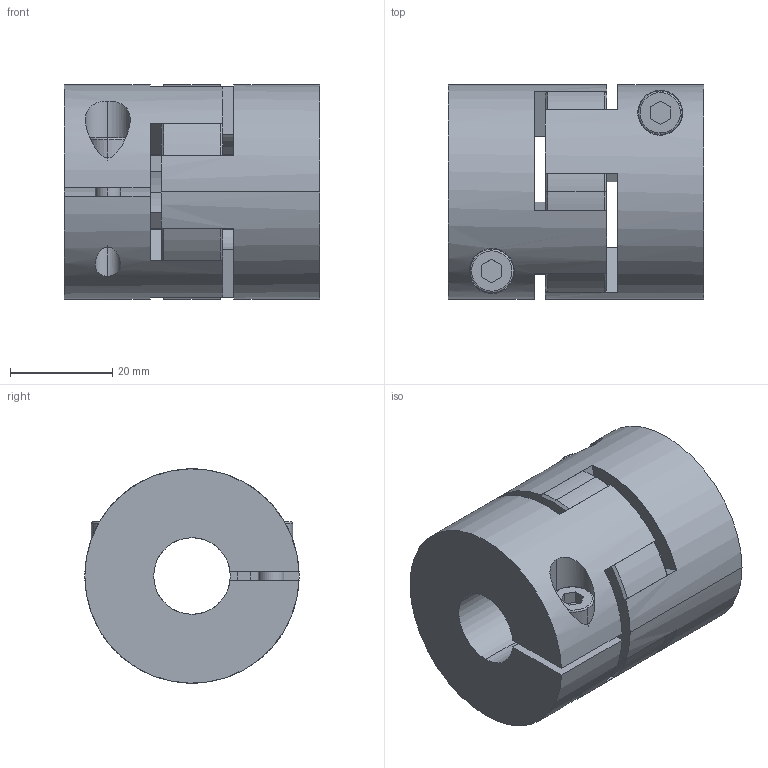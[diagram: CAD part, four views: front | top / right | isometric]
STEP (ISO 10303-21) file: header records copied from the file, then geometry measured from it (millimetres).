
FILE_DESCRIPTION(('STEP AP214'),'1');
FILE_NAME('cctmp_03A88D22-5C88-48BB-A74C-9E9E44EE411D_2023_06_14_11_37_25_0716..stp','2023-06-14T09:37:25',('R+W Antriebselemente GmbH'),('CADClick - www.CADClick.com'),'Spatial InterOp 3D',' ','unknown authorization');
FILE_SCHEMA(('AUTOMOTIVE_DESIGN'));
Length unit declared in the file: millimetre
Products named in the file (4): cc_unnamed; EKL/20/50/A/15/15_2; EKL/20/50/A/15/15_1; EKL/20/50/A/15/15
Assembly tree (3 placements, depth 2):
  cc_unnamed
    EKL/20/50/A/15/15_2
    EKL/20/50/A/15/15_1
    EKL/20/50/A/15/15
Bounding box: 50 x 42 x 42 mm (x, y, z)
Volume: 54161.7 mm3; surface area: 20329.5 mm2
Topology: 3 solids, 3 shells, 136 faces, 352 edges, 232 vertices
Faces by surface type: plane 62, cylinder 54, cone 16, torus 4
Entity records: 5657 total; most frequent: CARTESIAN_POINT 1000, DIRECTION 760, ORIENTED_EDGE 704, EDGE_CURVE 352, AXIS2_PLACEMENT_3D 276, VERTEX_POINT 232, LINE 208, VECTOR 208
